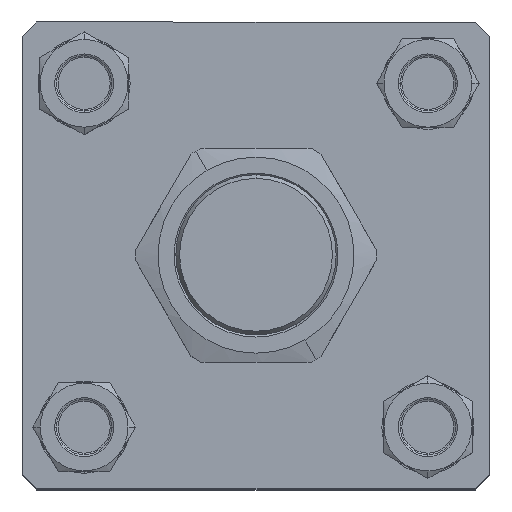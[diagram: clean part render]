
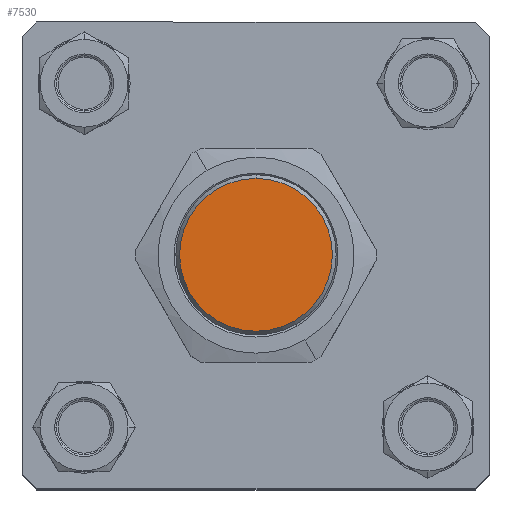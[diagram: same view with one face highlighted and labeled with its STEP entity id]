
A CAD part, top view. The second image highlights one B-rep face of the part: STEP entity #7530.
In plain terms, the highlighted planar face has unit normal (0, 0, 1).
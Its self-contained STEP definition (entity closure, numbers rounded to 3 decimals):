
#244 = FACE_OUTER_BOUND ( 'NONE', #6885, .T. ) ;
#1123 = VERTEX_POINT ( 'NONE', #4900 ) ;
#1341 = VERTEX_POINT ( 'NONE', #5328 ) ;
#4777 = CARTESIAN_POINT ( 'NONE',  ( 0., 0., 460. ) ) ;
#4778 = DIRECTION ( 'NONE',  ( 1., 0., 0. ) ) ;
#4779 = DIRECTION ( 'NONE',  ( 0., 0., 1. ) ) ;
#4900 = CARTESIAN_POINT ( 'NONE',  ( -42.899, 0., 460. ) ) ;
#5030 = EDGE_CURVE ( 'NONE', #1123, #1341, #7246, .T. ) ;
#5049 = EDGE_CURVE ( 'NONE', #1341, #1123, #7222, .T. ) ;
#5328 = CARTESIAN_POINT ( 'NONE',  ( 42.899, 0., 460. ) ) ;
#5787 = CARTESIAN_POINT ( 'NONE',  ( 0., 0., 460. ) ) ;
#5792 = PLANE ( 'NONE',  #6152 ) ;
#5795 = DIRECTION ( 'NONE',  ( 0., 0., 1. ) ) ;
#5796 = DIRECTION ( 'NONE',  ( 1., 0., 0. ) ) ;
#6152 = AXIS2_PLACEMENT_3D ( 'NONE', #5787, #5795, #5796 ) ;
#6432 = AXIS2_PLACEMENT_3D ( 'NONE', #7544, #7558, #7568 ) ;
#6448 = AXIS2_PLACEMENT_3D ( 'NONE', #4777, #4779, #4778 ) ;
#6885 = EDGE_LOOP ( 'NONE', ( #8186, #8081 ) ) ;
#7222 = CIRCLE ( 'NONE', #6432, 42.899 ) ;
#7246 = CIRCLE ( 'NONE', #6448, 42.899 ) ;
#7530 = ADVANCED_FACE ( 'NONE', ( #244 ), #5792, .T. ) ;
#7544 = CARTESIAN_POINT ( 'NONE',  ( 0., 0., 460. ) ) ;
#7558 = DIRECTION ( 'NONE',  ( 0., 0., 1. ) ) ;
#7568 = DIRECTION ( 'NONE',  ( 1., 0., 0. ) ) ;
#8081 = ORIENTED_EDGE ( 'NONE', *, *, #5049, .T. ) ;
#8186 = ORIENTED_EDGE ( 'NONE', *, *, #5030, .T. ) ;
